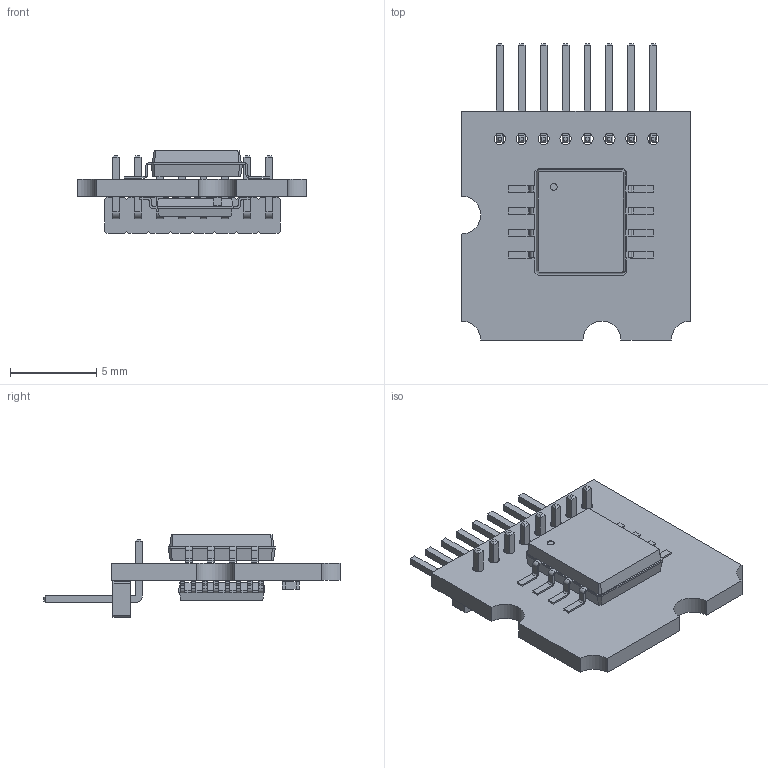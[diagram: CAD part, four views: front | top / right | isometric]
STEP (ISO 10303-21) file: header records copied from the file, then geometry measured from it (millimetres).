
FILE_DESCRIPTION(('KiCad electronic assembly'),'2;1');
FILE_NAME('TLI5012B_RS422.step','2020-01-14T20:48:10',('An Author'),( 'A Company'),'Open CASCADE STEP processor 6.9', 'KiCad to STEP converter','Unknown');
FILE_SCHEMA(('AUTOMOTIVE_DESIGN { 1 0 10303 214 1 1 1 1 }'));
Length unit declared in the file: millimetre
Products named in the file (10): Open CASCADE STEP translator 6.9 1; SO-8_5.3x6.2mm_P1.27mm; SOLID; C_0402_1005Metric; PinHeader_1x08_P1.27mm_Horizontal; TSSOP-16_4.4x5mm_P0.65mm; COMPOUND
Assembly tree (9 placements, depth 3):
  Open CASCADE STEP translator 6.9 1
    SO-8_5.3x6.2mm_P1.27mm
      SOLID
    C_0402_1005Metric
      SOLID
    PinHeader_1x08_P1.27mm_Horizontal
      SOLID
    TSSOP-16_4.4x5mm_P0.65mm
      SOLID
    COMPOUND
Bounding box: 13.25 x 17.15 x 4.8 mm (x, y, z)
Volume: 267.3 mm3; surface area: 764.2 mm2
Topology: 5 solids, 5 shells, 684 faces, 1766 edges, 1112 vertices
Faces by surface type: plane 494, cylinder 130, bspline 60
Full cylindrical faces by diameter (mm): 0.4 x1, 0.5 x1, 0.65 x8
Entity records: 48893 total; most frequent: CARTESIAN_POINT 8722, DIRECTION 6513, LINE 4598, VECTOR 4598, ORIENTED_EDGE 3532, PCURVE 3532, DEFINITIONAL_REPRESENTATION 3532, EDGE_CURVE 1766
